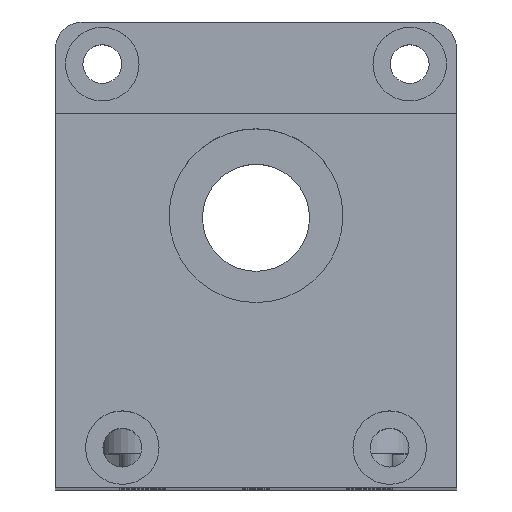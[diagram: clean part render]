
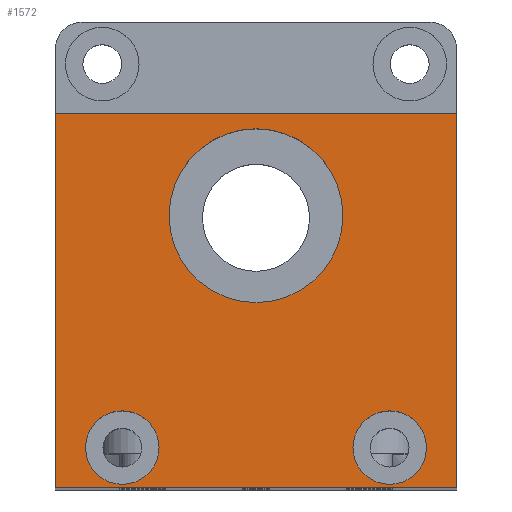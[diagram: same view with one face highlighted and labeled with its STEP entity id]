
A CAD part, top view. The second image highlights one B-rep face of the part: STEP entity #1572.
In plain terms, the highlighted planar face has unit normal (0, 0, 1).
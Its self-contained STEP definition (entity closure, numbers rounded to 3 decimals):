
#85=FACE_BOUND('',#353,.T.);
#86=FACE_BOUND('',#354,.T.);
#87=FACE_BOUND('',#355,.T.);
#146=CIRCLE('',#1720,2.75);
#147=CIRCLE('',#1721,2.75);
#148=CIRCLE('',#1722,6.5);
#235=FACE_OUTER_BOUND('',#352,.T.);
#352=EDGE_LOOP('',(#1284,#1285,#1286,#1287));
#353=EDGE_LOOP('',(#1288));
#354=EDGE_LOOP('',(#1289));
#355=EDGE_LOOP('',(#1290));
#508=LINE('',#2524,#645);
#511=LINE('',#2530,#648);
#512=LINE('',#2531,#649);
#513=LINE('',#2532,#650);
#645=VECTOR('',#2052,30.);
#648=VECTOR('',#2057,30.);
#649=VECTOR('',#2058,28.);
#650=VECTOR('',#2059,28.);
#779=VERTEX_POINT('',#2522);
#780=VERTEX_POINT('',#2523);
#781=VERTEX_POINT('',#2528);
#782=VERTEX_POINT('',#2529);
#783=VERTEX_POINT('',#2533);
#784=VERTEX_POINT('',#2535);
#785=VERTEX_POINT('',#2537);
#957=EDGE_CURVE('',#779,#780,#508,.T.);
#960=EDGE_CURVE('',#781,#782,#511,.T.);
#961=EDGE_CURVE('',#781,#779,#512,.T.);
#962=EDGE_CURVE('',#780,#782,#513,.T.);
#963=EDGE_CURVE('',#783,#783,#146,.T.);
#964=EDGE_CURVE('',#784,#784,#147,.T.);
#965=EDGE_CURVE('',#785,#785,#148,.T.);
#1284=ORIENTED_EDGE('',*,*,#960,.F.);
#1285=ORIENTED_EDGE('',*,*,#961,.T.);
#1286=ORIENTED_EDGE('',*,*,#957,.T.);
#1287=ORIENTED_EDGE('',*,*,#962,.T.);
#1288=ORIENTED_EDGE('',*,*,#963,.F.);
#1289=ORIENTED_EDGE('',*,*,#964,.F.);
#1290=ORIENTED_EDGE('',*,*,#965,.F.);
#1501=PLANE('',#1719);
#1572=ADVANCED_FACE('',(#235,#85,#86,#87),#1501,.F.);
#1719=AXIS2_PLACEMENT_3D('',#2527,#2055,#2056);
#1720=AXIS2_PLACEMENT_3D('',#2534,#2060,#2061);
#1721=AXIS2_PLACEMENT_3D('',#2536,#2062,#2063);
#1722=AXIS2_PLACEMENT_3D('',#2538,#2064,#2065);
#2052=DIRECTION('',(-1.,0.,0.));
#2055=DIRECTION('center_axis',(0.,0.,-1.));
#2056=DIRECTION('ref_axis',(-1.,0.,0.));
#2057=DIRECTION('',(-1.,0.,0.));
#2058=DIRECTION('',(0.,1.,0.));
#2059=DIRECTION('',(0.,-1.,0.));
#2060=DIRECTION('center_axis',(0.,0.,1.));
#2061=DIRECTION('ref_axis',(1.,0.,0.));
#2062=DIRECTION('center_axis',(0.,0.,1.));
#2063=DIRECTION('ref_axis',(1.,0.,0.));
#2064=DIRECTION('center_axis',(0.,0.,1.));
#2065=DIRECTION('ref_axis',(1.,0.,0.));
#2522=CARTESIAN_POINT('',(15.,25.,93.));
#2523=CARTESIAN_POINT('',(-15.,25.,93.));
#2524=CARTESIAN_POINT('',(15.,25.,93.));
#2527=CARTESIAN_POINT('Origin',(43.636,25.,93.));
#2528=CARTESIAN_POINT('',(15.,-3.,93.));
#2529=CARTESIAN_POINT('',(-15.,-3.,93.));
#2530=CARTESIAN_POINT('',(15.,-3.,93.));
#2531=CARTESIAN_POINT('',(15.,-3.,93.));
#2532=CARTESIAN_POINT('',(-15.,25.,93.));
#2533=CARTESIAN_POINT('',(-12.75,0.,93.));
#2534=CARTESIAN_POINT('Origin',(-10.,0.,93.));
#2535=CARTESIAN_POINT('',(7.25,0.,93.));
#2536=CARTESIAN_POINT('Origin',(10.,0.,93.));
#2537=CARTESIAN_POINT('',(-6.5,17.35,93.));
#2538=CARTESIAN_POINT('Origin',(0.,17.35,93.));
